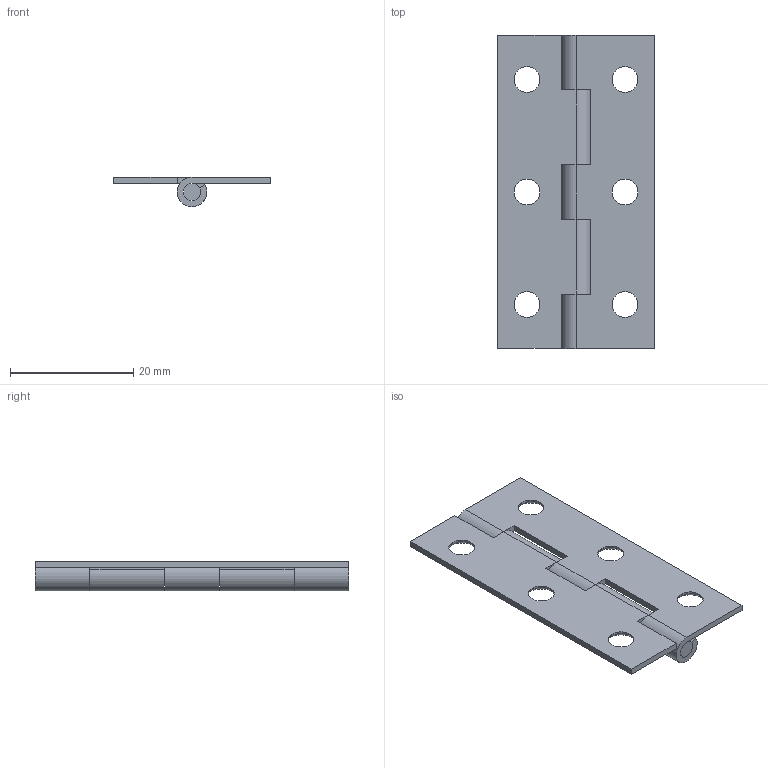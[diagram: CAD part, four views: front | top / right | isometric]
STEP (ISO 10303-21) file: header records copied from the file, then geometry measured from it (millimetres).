
FILE_DESCRIPTION (( 'STEP AP203' ), '1' );
FILE_NAME ('1603A7.step', '2013-01-07T14:53:41', ( 'Admin' ), ( 'Microsoft' ), 'SwSTEP 2.0', 'SolidWorks 2012', '' );
FILE_SCHEMA (( 'CONFIG_CONTROL_DESIGN' ));
Length unit declared in the file: inch
Products named in the file (1): 1603A7
Bounding box: 25.4 x 50.8 x 4.81 mm (x, y, z)
Volume: 1898.8 mm3; surface area: 4050.7 mm2
Topology: 3 solids, 3 shells, 76 faces, 198 edges, 128 vertices
Faces by surface type: cylinder 34, plane 30, cone 12
Entity records: 2445 total; most frequent: DIRECTION 432, CARTESIAN_POINT 403, ORIENTED_EDGE 396, EDGE_CURVE 198, AXIS2_PLACEMENT_3D 157, VERTEX_POINT 128, LINE 118, VECTOR 118
